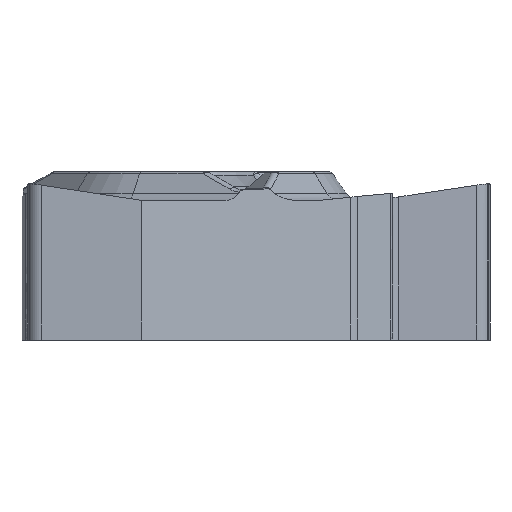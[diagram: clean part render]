
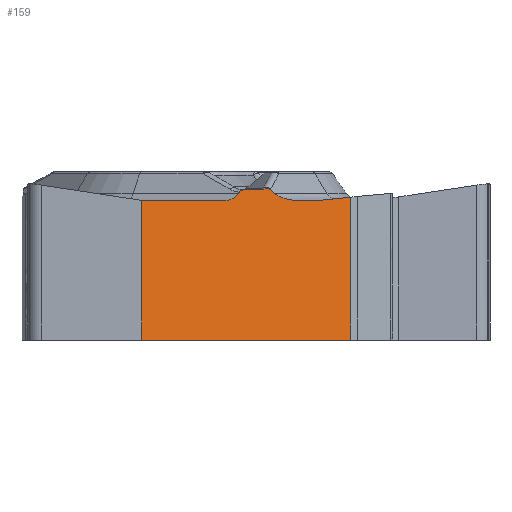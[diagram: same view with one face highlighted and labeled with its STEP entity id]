
A CAD part, front view. The second image highlights one B-rep face of the part: STEP entity #159.
In plain terms, the highlighted planar face has unit normal (0.5, -0.866, 0).
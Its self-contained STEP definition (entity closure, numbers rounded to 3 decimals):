
#159=ADVANCED_FACE('',(#359),#315,.F.);
#315=PLANE('',#2697);
#359=FACE_OUTER_BOUND('',#509,.T.);
#509=EDGE_LOOP('',(#838,#839,#840,#841,#842,#843,#844,#845,#846,#847,#848,
#849,#850,#851,#852,#853,#854,#855));
#671=CIRCLE('',#2696,0.75);
#778=ELLIPSE('',#2691,1.5,0.75);
#779=ELLIPSE('',#2692,1.5,0.75);
#780=ELLIPSE('',#2693,0.309,0.3);
#781=ELLIPSE('',#2694,0.295,0.25);
#782=ELLIPSE('',#2695,0.884,0.75);
#838=ORIENTED_EDGE('',*,*,#1864,.F.);
#839=ORIENTED_EDGE('',*,*,#1865,.T.);
#840=ORIENTED_EDGE('',*,*,#1866,.F.);
#841=ORIENTED_EDGE('',*,*,#1867,.T.);
#842=ORIENTED_EDGE('',*,*,#1868,.T.);
#843=ORIENTED_EDGE('',*,*,#1869,.T.);
#844=ORIENTED_EDGE('',*,*,#1870,.T.);
#845=ORIENTED_EDGE('',*,*,#1871,.F.);
#846=ORIENTED_EDGE('',*,*,#1872,.F.);
#847=ORIENTED_EDGE('',*,*,#1873,.T.);
#848=ORIENTED_EDGE('',*,*,#1874,.T.);
#849=ORIENTED_EDGE('',*,*,#1875,.F.);
#850=ORIENTED_EDGE('',*,*,#1876,.F.);
#851=ORIENTED_EDGE('',*,*,#1877,.T.);
#852=ORIENTED_EDGE('',*,*,#1878,.T.);
#853=ORIENTED_EDGE('',*,*,#1879,.T.);
#854=ORIENTED_EDGE('',*,*,#1880,.T.);
#855=ORIENTED_EDGE('',*,*,#1881,.T.);
#1622=VERTEX_POINT('',#4119);
#1623=VERTEX_POINT('',#4120);
#1624=VERTEX_POINT('',#4122);
#1625=VERTEX_POINT('',#4124);
#1626=VERTEX_POINT('',#4126);
#1627=VERTEX_POINT('',#4128);
#1628=VERTEX_POINT('',#4130);
#1629=VERTEX_POINT('',#4132);
#1630=VERTEX_POINT('',#4134);
#1631=VERTEX_POINT('',#4145);
#1632=VERTEX_POINT('',#4147);
#1633=VERTEX_POINT('',#4149);
#1634=VERTEX_POINT('',#4151);
#1635=VERTEX_POINT('',#4159);
#1636=VERTEX_POINT('',#4161);
#1637=VERTEX_POINT('',#4163);
#1638=VERTEX_POINT('',#4165);
#1639=VERTEX_POINT('',#4167);
#1864=EDGE_CURVE('',#1622,#1623,#2256,.T.);
#1865=EDGE_CURVE('',#1622,#1624,#2257,.T.);
#1866=EDGE_CURVE('',#1625,#1624,#2258,.T.);
#1867=EDGE_CURVE('',#1625,#1626,#2259,.T.);
#1868=EDGE_CURVE('',#1626,#1627,#778,.T.);
#1869=EDGE_CURVE('',#1627,#1628,#2260,.T.);
#1870=EDGE_CURVE('',#1628,#1629,#779,.T.);
#1871=EDGE_CURVE('',#1630,#1629,#2261,.T.);
#1872=EDGE_CURVE('',#1631,#1630,#2615,.T.);
#1873=EDGE_CURVE('',#1631,#1632,#780,.T.);
#1874=EDGE_CURVE('',#1632,#1633,#2262,.T.);
#1875=EDGE_CURVE('',#1634,#1633,#781,.T.);
#1876=EDGE_CURVE('',#1635,#1634,#2616,.T.);
#1877=EDGE_CURVE('',#1635,#1636,#2263,.T.);
#1878=EDGE_CURVE('',#1636,#1637,#782,.T.);
#1879=EDGE_CURVE('',#1637,#1638,#2264,.T.);
#1880=EDGE_CURVE('',#1638,#1639,#671,.T.);
#1881=EDGE_CURVE('',#1639,#1623,#2265,.T.);
#2256=LINE('',#4118,#2430);
#2257=LINE('',#4121,#2431);
#2258=LINE('',#4123,#2432);
#2259=LINE('',#4125,#2433);
#2260=LINE('',#4129,#2434);
#2261=LINE('',#4133,#2435);
#2262=LINE('',#4148,#2436);
#2263=LINE('',#4160,#2437);
#2264=LINE('',#4164,#2438);
#2265=LINE('',#4168,#2439);
#2430=VECTOR('',#2981,1.);
#2431=VECTOR('',#2982,1.);
#2432=VECTOR('',#2983,1.);
#2433=VECTOR('',#2984,1.);
#2434=VECTOR('',#2987,1.);
#2435=VECTOR('',#2990,1.);
#2436=VECTOR('',#2993,1.);
#2437=VECTOR('',#2996,1.);
#2438=VECTOR('',#2999,1.);
#2439=VECTOR('',#3002,1.);
#2615=B_SPLINE_CURVE_WITH_KNOTS('',3,(#4135,#4136,#4137,#4138,#4139,#4140,
#4141,#4142,#4143,#4144),.UNSPECIFIED.,.F.,.F.,(4,3,3,4),(0.,0.625,
0.853,1.),.UNSPECIFIED.);
#2616=B_SPLINE_CURVE_WITH_KNOTS('',3,(#4152,#4153,#4154,#4155,#4156,#4157,
#4158),.UNSPECIFIED.,.F.,.F.,(4,3,4),(0.,0.594,1.),
 .UNSPECIFIED.);
#2691=AXIS2_PLACEMENT_3D('',#4127,#2985,#2986);
#2692=AXIS2_PLACEMENT_3D('',#4131,#2988,#2989);
#2693=AXIS2_PLACEMENT_3D('',#4146,#2991,#2992);
#2694=AXIS2_PLACEMENT_3D('',#4150,#2994,#2995);
#2695=AXIS2_PLACEMENT_3D('',#4162,#2997,#2998);
#2696=AXIS2_PLACEMENT_3D('',#4166,#3000,#3001);
#2697=AXIS2_PLACEMENT_3D('',#4169,#3003,#3004);
#2981=DIRECTION('',(0.,0.,1.));
#2982=DIRECTION('',(0.866,0.5,0.));
#2983=DIRECTION('',(0.,0.,-1.));
#2984=DIRECTION('',(-0.863,-0.498,-0.088));
#2985=DIRECTION('',(-0.5,0.866,0.));
#2986=DIRECTION('',(-0.866,-0.5,0.));
#2987=DIRECTION('',(-0.866,-0.5,0.));
#2988=DIRECTION('',(-0.5,0.866,0.));
#2989=DIRECTION('',(-0.866,-0.5,0.));
#2990=DIRECTION('',(0.705,0.407,-0.581));
#2991=DIRECTION('',(-0.5,0.866,0.));
#2992=DIRECTION('',(0.866,0.5,0.));
#2993=DIRECTION('',(-0.866,-0.5,0.));
#2994=DIRECTION('',(-0.5,0.866,0.));
#2995=DIRECTION('',(-0.866,-0.5,0.));
#2996=DIRECTION('',(-0.551,-0.318,-0.771));
#2997=DIRECTION('',(-0.5,0.866,0.));
#2998=DIRECTION('',(-0.866,-0.5,0.));
#2999=DIRECTION('',(-0.866,-0.5,0.));
#3000=DIRECTION('',(-0.5,0.866,0.));
#3001=DIRECTION('',(0.,0.,-1.));
#3002=DIRECTION('',(-0.853,-0.492,0.174));
#3003=DIRECTION('',(-0.5,0.866,0.));
#3004=DIRECTION('',(-0.866,-0.5,0.));
#4118=CARTESIAN_POINT('',(-2.646,-10.693,25.));
#4119=CARTESIAN_POINT('',(-2.646,-10.693,-7.));
#4120=CARTESIAN_POINT('',(-2.646,-10.693,-0.769));
#4121=CARTESIAN_POINT('',(3.969,-6.874,-7.));
#4122=CARTESIAN_POINT('',(6.674,-5.312,-7.));
#4123=CARTESIAN_POINT('',(6.674,-5.312,25.));
#4124=CARTESIAN_POINT('',(6.674,-5.312,-0.628));
#4125=CARTESIAN_POINT('',(5.931,-5.741,-0.704));
#4126=CARTESIAN_POINT('',(5.286,-6.114,-0.77));
#4127=CARTESIAN_POINT('',(5.06,-6.244,-0.031));
#4128=CARTESIAN_POINT('',(5.06,-6.244,-0.781));
#4129=CARTESIAN_POINT('',(3.969,-6.874,-0.781));
#4130=CARTESIAN_POINT('',(4.338,-6.661,-0.781));
#4131=CARTESIAN_POINT('',(4.338,-6.661,-0.031));
#4132=CARTESIAN_POINT('',(3.274,-7.275,-0.461));
#4133=CARTESIAN_POINT('',(-13.261,-16.822,13.173));
#4134=CARTESIAN_POINT('',(3.071,-7.393,-0.293));
#4135=CARTESIAN_POINT('',(2.728,-7.591,-0.285));
#4136=CARTESIAN_POINT('',(2.798,-7.55,-0.26));
#4137=CARTESIAN_POINT('',(2.872,-7.508,-0.242));
#4138=CARTESIAN_POINT('',(2.944,-7.465,-0.247));
#4139=CARTESIAN_POINT('',(2.971,-7.45,-0.249));
#4140=CARTESIAN_POINT('',(2.999,-7.434,-0.255));
#4141=CARTESIAN_POINT('',(3.024,-7.419,-0.266));
#4142=CARTESIAN_POINT('',(3.04,-7.41,-0.272));
#4143=CARTESIAN_POINT('',(3.056,-7.401,-0.282));
#4144=CARTESIAN_POINT('',(3.071,-7.393,-0.293));
#4145=CARTESIAN_POINT('',(2.728,-7.591,-0.285));
#4146=CARTESIAN_POINT('',(2.645,-7.638,0.));
#4147=CARTESIAN_POINT('',(2.645,-7.638,-0.3));
#4148=CARTESIAN_POINT('',(-5.947,-12.599,-0.3));
#4149=CARTESIAN_POINT('',(1.902,-8.067,-0.3));
#4150=CARTESIAN_POINT('',(1.902,-8.067,-0.55));
#4151=CARTESIAN_POINT('',(1.806,-8.123,-0.318));
#4152=CARTESIAN_POINT('',(1.694,-8.187,-0.404));
#4153=CARTESIAN_POINT('',(1.711,-8.177,-0.381));
#4154=CARTESIAN_POINT('',(1.733,-8.165,-0.36));
#4155=CARTESIAN_POINT('',(1.756,-8.152,-0.345));
#4156=CARTESIAN_POINT('',(1.772,-8.142,-0.334));
#4157=CARTESIAN_POINT('',(1.789,-8.133,-0.325));
#4158=CARTESIAN_POINT('',(1.806,-8.123,-0.318));
#4159=CARTESIAN_POINT('',(1.694,-8.187,-0.404));
#4160=CARTESIAN_POINT('',(9.398,-3.739,10.369));
#4161=CARTESIAN_POINT('',(1.654,-8.211,-0.461));
#4162=CARTESIAN_POINT('',(1.026,-8.573,-0.031));
#4163=CARTESIAN_POINT('',(1.026,-8.573,-0.781));
#4164=CARTESIAN_POINT('',(-5.947,-12.599,-0.781));
#4165=CARTESIAN_POINT('',(-2.53,-10.626,-0.781));
#4166=CARTESIAN_POINT('',(-2.53,-10.626,-0.031));
#4167=CARTESIAN_POINT('',(-2.643,-10.691,-0.77));
#4168=CARTESIAN_POINT('',(-9.664,-14.745,0.66));
#4169=CARTESIAN_POINT('',(3.969,-6.874,25.));
